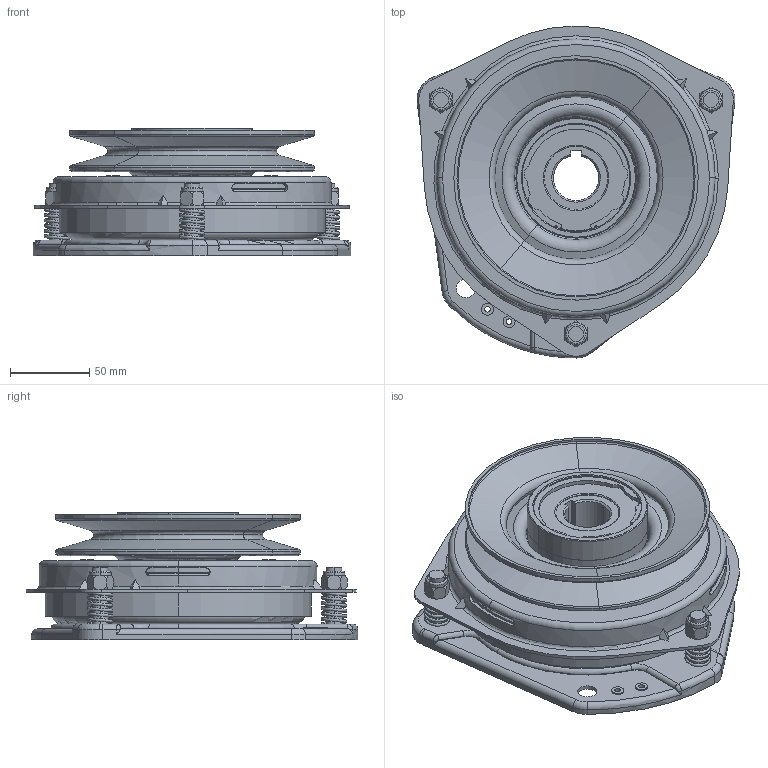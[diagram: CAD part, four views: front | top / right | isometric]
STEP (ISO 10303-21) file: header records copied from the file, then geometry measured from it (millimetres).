
FILE_DESCRIPTION (( 'STEP AP203' ), '1' );
FILE_NAME ('Assem3.STEP', '2014-07-17T07:20:35', ( ' ' ), ( '' ), 'SwSTEP 2.0', 'SolidWorks 2012', '' );
FILE_SCHEMA (( 'CONFIG_CONTROL_DESIGN' ));
Length unit declared in the file: millimetre
Products named in the file (1): Assem3
Bounding box: 200.79 x 209.6 x 80.7 mm (x, y, z)
Volume: 1021838.2 mm3; surface area: 375932.8 mm2
Topology: 1 solids, 17 shells, 1098 faces, 2772 edges, 1746 vertices
Faces by surface type: cylinder 502, plane 363, torus 137, cone 72, bspline 18, sphere 6
Entity records: 39233 total; most frequent: CARTESIAN_POINT 11869, DIRECTION 6208, ORIENTED_EDGE 5536, EDGE_CURVE 2768, AXIS2_PLACEMENT_3D 2583, VERTEX_POINT 1744, CIRCLE 1502, EDGE_LOOP 1258
